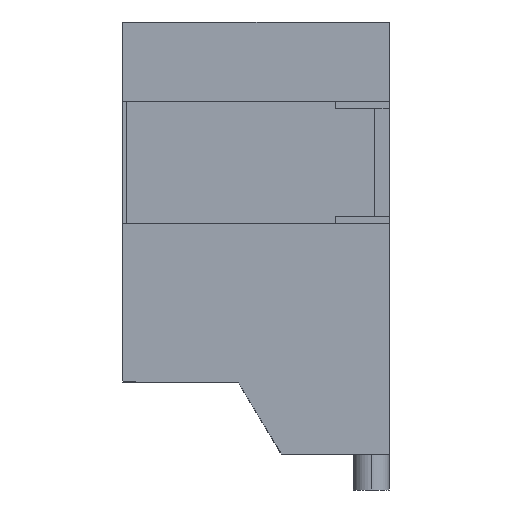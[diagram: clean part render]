
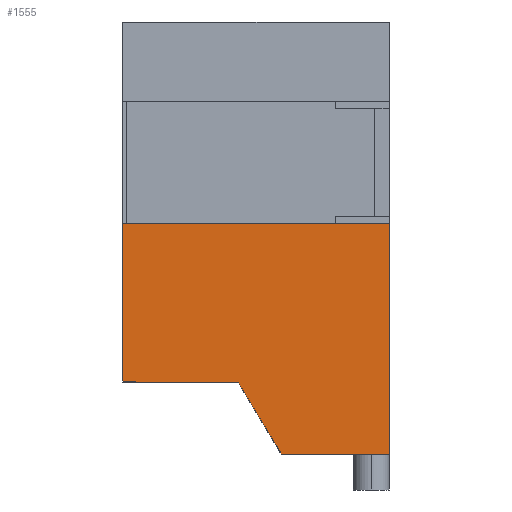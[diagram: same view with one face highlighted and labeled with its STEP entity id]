
A CAD part, left-side view. The second image highlights one B-rep face of the part: STEP entity #1555.
In plain terms, the highlighted planar face has unit normal (-1, 0, 0).
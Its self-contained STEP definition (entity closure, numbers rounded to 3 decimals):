
#48 = EDGE_CURVE ( 'NONE', #4717, #4342, #1634, .T. ) ;
#167 = CARTESIAN_POINT ( 'NONE',  ( -7.5, 0., 3. ) ) ;
#233 = EDGE_CURVE ( 'NONE', #2327, #4717, #790, .T. ) ;
#335 = LINE ( 'NONE', #2439, #3929 ) ;
#421 = DIRECTION ( 'NONE',  ( 0., -1., 0. ) ) ;
#483 = ORIENTED_EDGE ( 'NONE', *, *, #3358, .T. ) ;
#549 = CARTESIAN_POINT ( 'NONE',  ( -7.5, 3.7, 3.2 ) ) ;
#790 = LINE ( 'NONE', #2287, #2718 ) ;
#843 = EDGE_CURVE ( 'NONE', #1289, #3374, #854, .T. ) ;
#849 = VECTOR ( 'NONE', #2529, 1000. ) ;
#852 = EDGE_CURVE ( 'NONE', #4342, #4511, #335, .T. ) ;
#854 = LINE ( 'NONE', #3282, #4878 ) ;
#857 = CARTESIAN_POINT ( 'NONE',  ( -7.5, 1.8, 0.5 ) ) ;
#971 = DIRECTION ( 'NONE',  ( 0., -1., 0. ) ) ;
#1289 = VERTEX_POINT ( 'NONE', #1553 ) ;
#1318 = VECTOR ( 'NONE', #3238, 1000. ) ;
#1453 = FACE_OUTER_BOUND ( 'NONE', #3336, .T. ) ;
#1553 = CARTESIAN_POINT ( 'NONE',  ( -7.5, 0., 3.2 ) ) ;
#1555 = ADVANCED_FACE ( 'NONE', ( #1453 ), #3345, .T. ) ;
#1634 = LINE ( 'NONE', #857, #4394 ) ;
#1677 = DIRECTION ( 'NONE',  ( 0., 1., 0. ) ) ;
#1691 = CARTESIAN_POINT ( 'NONE',  ( -7.5, 2.1, 1. ) ) ;
#1737 = AXIS2_PLACEMENT_3D ( 'NONE', #2912, #3733, #1779 ) ;
#1779 = DIRECTION ( 'NONE',  ( 0., 0., 1. ) ) ;
#2287 = CARTESIAN_POINT ( 'NONE',  ( -7.5, 1.85, 1. ) ) ;
#2327 = VERTEX_POINT ( 'NONE', #2421 ) ;
#2389 = CARTESIAN_POINT ( 'NONE',  ( -7.5, 0., 0. ) ) ;
#2421 = CARTESIAN_POINT ( 'NONE',  ( -7.5, 3.7, 1. ) ) ;
#2439 = CARTESIAN_POINT ( 'NONE',  ( -7.5, 1.85, 0. ) ) ;
#2483 = DIRECTION ( 'NONE',  ( 0., -0.514, -0.857 ) ) ;
#2529 = DIRECTION ( 'NONE',  ( 0., 0., -1. ) ) ;
#2675 = CARTESIAN_POINT ( 'NONE',  ( -7.5, 1.5, 0. ) ) ;
#2718 = VECTOR ( 'NONE', #421, 1000. ) ;
#2737 = ORIENTED_EDGE ( 'NONE', *, *, #3473, .T. ) ;
#2912 = CARTESIAN_POINT ( 'NONE',  ( -7.5, 0., 0. ) ) ;
#3234 = ORIENTED_EDGE ( 'NONE', *, *, #233, .T. ) ;
#3238 = DIRECTION ( 'NONE',  ( 0., 0., 1. ) ) ;
#3282 = CARTESIAN_POINT ( 'NONE',  ( -7.5, 1.85, 3.2 ) ) ;
#3336 = EDGE_LOOP ( 'NONE', ( #3785, #3666, #483, #3426, #2737, #3234 ) ) ;
#3344 = CARTESIAN_POINT ( 'NONE',  ( -7.5, 3.7, 3.5 ) ) ;
#3345 = PLANE ( 'NONE',  #1737 ) ;
#3358 = EDGE_CURVE ( 'NONE', #4511, #1289, #4760, .T. ) ;
#3374 = VERTEX_POINT ( 'NONE', #549 ) ;
#3426 = ORIENTED_EDGE ( 'NONE', *, *, #843, .T. ) ;
#3473 = EDGE_CURVE ( 'NONE', #3374, #2327, #4170, .T. ) ;
#3666 = ORIENTED_EDGE ( 'NONE', *, *, #852, .T. ) ;
#3733 = DIRECTION ( 'NONE',  ( -1., 0., 0. ) ) ;
#3785 = ORIENTED_EDGE ( 'NONE', *, *, #48, .T. ) ;
#3929 = VECTOR ( 'NONE', #971, 1000. ) ;
#4170 = LINE ( 'NONE', #3344, #849 ) ;
#4342 = VERTEX_POINT ( 'NONE', #2675 ) ;
#4394 = VECTOR ( 'NONE', #2483, 1000. ) ;
#4511 = VERTEX_POINT ( 'NONE', #2389 ) ;
#4717 = VERTEX_POINT ( 'NONE', #1691 ) ;
#4760 = LINE ( 'NONE', #167, #1318 ) ;
#4878 = VECTOR ( 'NONE', #1677, 1000. ) ;
